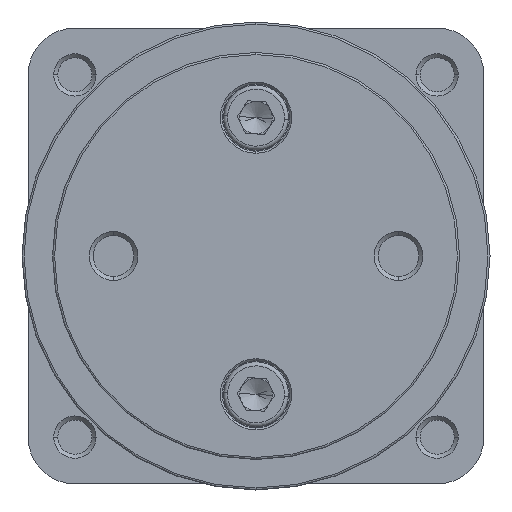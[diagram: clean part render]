
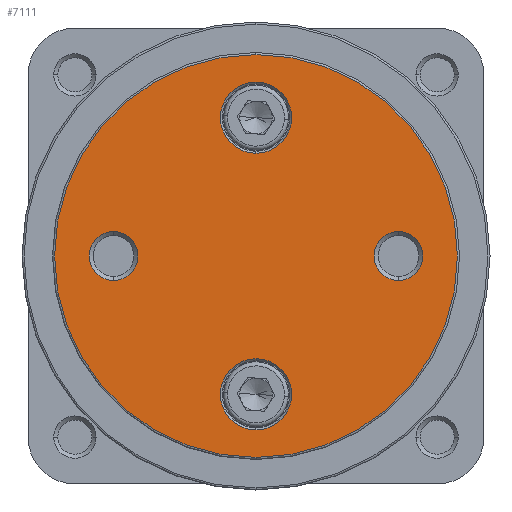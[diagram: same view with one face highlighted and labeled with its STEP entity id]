
A CAD part, left-side view. The second image highlights one B-rep face of the part: STEP entity #7111.
In plain terms, the highlighted planar face has unit normal (-1, 0, 0).
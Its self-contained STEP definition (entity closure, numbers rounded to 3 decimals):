
#481 = CARTESIAN_POINT ( 'NONE',  ( 0., 0., 0. ) ) ;
#482 = DIRECTION ( 'NONE',  ( -1., 0., 0. ) ) ;
#483 = DIRECTION ( 'NONE',  ( 0., 0., -1. ) ) ;
#490 = CARTESIAN_POINT ( 'NONE',  ( 0., 0., 34. ) ) ;
#491 = DIRECTION ( 'NONE',  ( 1., 0., 0. ) ) ;
#492 = DIRECTION ( 'NONE',  ( 0., 0., -1. ) ) ;
#574 = CARTESIAN_POINT ( 'NONE',  ( 0., 0., 34. ) ) ;
#576 = DIRECTION ( 'NONE',  ( 1., 0., 0. ) ) ;
#577 = DIRECTION ( 'NONE',  ( 0., 0., -1. ) ) ;
#578 = CARTESIAN_POINT ( 'NONE',  ( 0., 0., 0. ) ) ;
#585 = DIRECTION ( 'NONE',  ( -1., 0., 0. ) ) ;
#586 = DIRECTION ( 'NONE',  ( 0., 0., -1. ) ) ;
#793 = CARTESIAN_POINT ( 'NONE',  ( 0., -35., 0. ) ) ;
#794 = DIRECTION ( 'NONE',  ( 1., 0., 0. ) ) ;
#795 = DIRECTION ( 'NONE',  ( 0., 0., -1. ) ) ;
#796 = CARTESIAN_POINT ( 'NONE',  ( 0., 0., -34. ) ) ;
#797 = DIRECTION ( 'NONE',  ( 1., 0., 0. ) ) ;
#798 = DIRECTION ( 'NONE',  ( 0., 0., -1. ) ) ;
#1364 = CIRCLE ( 'NONE', #1630, 49.5 ) ;
#1373 = CIRCLE ( 'NONE', #1634, 8.75 ) ;
#1469 = CIRCLE ( 'NONE', #1669, 8.75 ) ;
#1479 = CIRCLE ( 'NONE', #1676, 49.5 ) ;
#1630 = AXIS2_PLACEMENT_3D ( 'NONE', #481, #482, #483 ) ;
#1634 = AXIS2_PLACEMENT_3D ( 'NONE', #490, #491, #492 ) ;
#1669 = AXIS2_PLACEMENT_3D ( 'NONE', #574, #576, #577 ) ;
#1676 = AXIS2_PLACEMENT_3D ( 'NONE', #578, #585, #586 ) ;
#1744 = AXIS2_PLACEMENT_3D ( 'NONE', #793, #794, #795 ) ;
#1745 = AXIS2_PLACEMENT_3D ( 'NONE', #796, #797, #798 ) ;
#1767 = CIRCLE ( 'NONE', #1744, 6. ) ;
#1770 = CIRCLE ( 'NONE', #1745, 8.75 ) ;
#1856 = AXIS2_PLACEMENT_3D ( 'NONE', #2968, #2977, #2978 ) ;
#1862 = AXIS2_PLACEMENT_3D ( 'NONE', #2989, #2991, #2992 ) ;
#1875 = AXIS2_PLACEMENT_3D ( 'NONE', #3005, #3014, #3015 ) ;
#1916 = AXIS2_PLACEMENT_3D ( 'NONE', #3103, #3110, #3111 ) ;
#2366 = CIRCLE ( 'NONE', #1856, 6. ) ;
#2383 = CIRCLE ( 'NONE', #1862, 8.75 ) ;
#2407 = CIRCLE ( 'NONE', #1875, 6. ) ;
#2475 = AXIS2_PLACEMENT_3D ( 'NONE', #5923, #5935, #5936 ) ;
#2527 = CIRCLE ( 'NONE', #1916, 6. ) ;
#2968 = CARTESIAN_POINT ( 'NONE',  ( 0., 35., 0. ) ) ;
#2977 = DIRECTION ( 'NONE',  ( 1., 0., 0. ) ) ;
#2978 = DIRECTION ( 'NONE',  ( 0., 0., -1. ) ) ;
#2989 = CARTESIAN_POINT ( 'NONE',  ( 0., 0., -34. ) ) ;
#2991 = DIRECTION ( 'NONE',  ( 1., 0., 0. ) ) ;
#2992 = DIRECTION ( 'NONE',  ( 0., 0., -1. ) ) ;
#3005 = CARTESIAN_POINT ( 'NONE',  ( 0., 35., 0. ) ) ;
#3014 = DIRECTION ( 'NONE',  ( 1., 0., 0. ) ) ;
#3015 = DIRECTION ( 'NONE',  ( 0., 0., -1. ) ) ;
#3103 = CARTESIAN_POINT ( 'NONE',  ( 0., -35., 0. ) ) ;
#3110 = DIRECTION ( 'NONE',  ( 1., 0., 0. ) ) ;
#3111 = DIRECTION ( 'NONE',  ( 0., 0., -1. ) ) ;
#3233 = CARTESIAN_POINT ( 'NONE',  ( 0., 0., -49.5 ) ) ;
#3291 = CARTESIAN_POINT ( 'NONE',  ( 0., 0., -25.25 ) ) ;
#3298 = CARTESIAN_POINT ( 'NONE',  ( 0., 35., 6. ) ) ;
#3307 = CARTESIAN_POINT ( 'NONE',  ( 0., 35., -6. ) ) ;
#3355 = CARTESIAN_POINT ( 'NONE',  ( 0., -35., 6. ) ) ;
#3373 = CARTESIAN_POINT ( 'NONE',  ( 0., -35., -6. ) ) ;
#3447 = CARTESIAN_POINT ( 'NONE',  ( 0., 0., 25.25 ) ) ;
#3450 = CARTESIAN_POINT ( 'NONE',  ( 0., 0., -42.75 ) ) ;
#3457 = CARTESIAN_POINT ( 'NONE',  ( 0., 0., 42.75 ) ) ;
#3491 = CARTESIAN_POINT ( 'NONE',  ( 0., 0., 49.5 ) ) ;
#4542 = FACE_BOUND ( 'NONE', #7736, .T. ) ;
#4546 = FACE_OUTER_BOUND ( 'NONE', #7707, .T. ) ;
#4552 = FACE_BOUND ( 'NONE', #7631, .T. ) ;
#4554 = FACE_BOUND ( 'NONE', #7670, .T. ) ;
#4556 = FACE_BOUND ( 'NONE', #7603, .T. ) ;
#4802 = EDGE_CURVE ( 'NONE', #6706, #6417, #1364, .T. ) ;
#4805 = EDGE_CURVE ( 'NONE', #6668, #6658, #1373, .T. ) ;
#4843 = EDGE_CURVE ( 'NONE', #6658, #6668, #1469, .T. ) ;
#4846 = EDGE_CURVE ( 'NONE', #6417, #6706, #1479, .T. ) ;
#4933 = EDGE_CURVE ( 'NONE', #6560, #6541, #1767, .T. ) ;
#4934 = EDGE_CURVE ( 'NONE', #6661, #6475, #1770, .T. ) ;
#5110 = EDGE_CURVE ( 'NONE', #6482, #6491, #2366, .T. ) ;
#5115 = EDGE_CURVE ( 'NONE', #6475, #6661, #2383, .T. ) ;
#5124 = EDGE_CURVE ( 'NONE', #6491, #6482, #2407, .T. ) ;
#5161 = EDGE_CURVE ( 'NONE', #6541, #6560, #2527, .T. ) ;
#5923 = CARTESIAN_POINT ( 'NONE',  ( 0., 0., 0. ) ) ;
#5932 = PLANE ( 'NONE',  #2475 ) ;
#5935 = DIRECTION ( 'NONE',  ( 1., 0., 0. ) ) ;
#5936 = DIRECTION ( 'NONE',  ( 0., 0., -1. ) ) ;
#6417 = VERTEX_POINT ( 'NONE', #3233 ) ;
#6475 = VERTEX_POINT ( 'NONE', #3291 ) ;
#6482 = VERTEX_POINT ( 'NONE', #3298 ) ;
#6491 = VERTEX_POINT ( 'NONE', #3307 ) ;
#6541 = VERTEX_POINT ( 'NONE', #3355 ) ;
#6560 = VERTEX_POINT ( 'NONE', #3373 ) ;
#6658 = VERTEX_POINT ( 'NONE', #3447 ) ;
#6661 = VERTEX_POINT ( 'NONE', #3450 ) ;
#6668 = VERTEX_POINT ( 'NONE', #3457 ) ;
#6706 = VERTEX_POINT ( 'NONE', #3491 ) ;
#7111 = ADVANCED_FACE ( 'NONE', ( #4546, #4552, #4554, #4556, #4542 ), #5932, .F. ) ;
#7603 = EDGE_LOOP ( 'NONE', ( #8041, #8042 ) ) ;
#7631 = EDGE_LOOP ( 'NONE', ( #8037, #8038 ) ) ;
#7670 = EDGE_LOOP ( 'NONE', ( #8039, #8040 ) ) ;
#7707 = EDGE_LOOP ( 'NONE', ( #8035, #8036 ) ) ;
#7736 = EDGE_LOOP ( 'NONE', ( #8043, #8044 ) ) ;
#8035 = ORIENTED_EDGE ( 'NONE', *, *, #4846, .T. ) ;
#8036 = ORIENTED_EDGE ( 'NONE', *, *, #4802, .T. ) ;
#8037 = ORIENTED_EDGE ( 'NONE', *, *, #5115, .T. ) ;
#8038 = ORIENTED_EDGE ( 'NONE', *, *, #4934, .T. ) ;
#8039 = ORIENTED_EDGE ( 'NONE', *, *, #4805, .T. ) ;
#8040 = ORIENTED_EDGE ( 'NONE', *, *, #4843, .T. ) ;
#8041 = ORIENTED_EDGE ( 'NONE', *, *, #5161, .T. ) ;
#8042 = ORIENTED_EDGE ( 'NONE', *, *, #4933, .T. ) ;
#8043 = ORIENTED_EDGE ( 'NONE', *, *, #5110, .T. ) ;
#8044 = ORIENTED_EDGE ( 'NONE', *, *, #5124, .T. ) ;
